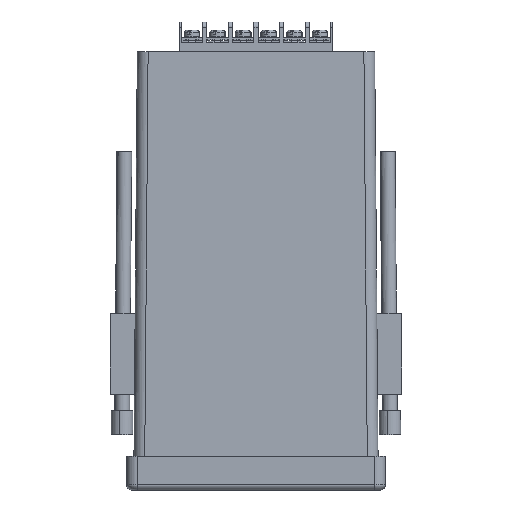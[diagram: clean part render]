
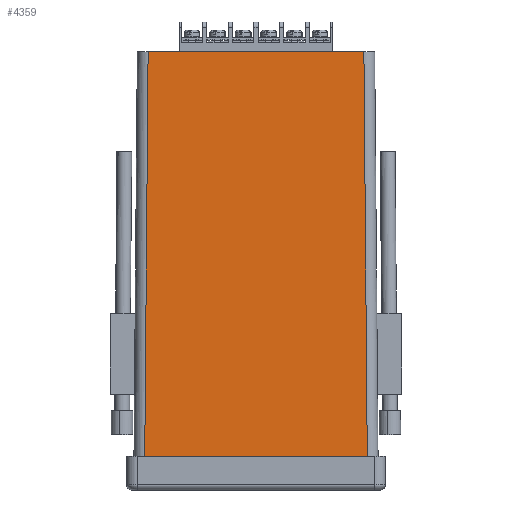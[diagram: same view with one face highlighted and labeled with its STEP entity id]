
A CAD part, front view. The second image highlights one B-rep face of the part: STEP entity #4359.
In plain terms, the highlighted planar face has unit normal (0, -1, 0.008).
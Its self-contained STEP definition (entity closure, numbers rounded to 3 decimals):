
#149 = VERTEX_POINT ( 'NONE', #4688 ) ;
#1211 = CARTESIAN_POINT ( 'NONE',  ( 41.249, -45.249, -150. ) ) ;
#1266 = ORIENTED_EDGE ( 'NONE', *, *, #2669, .F. ) ;
#1337 = AXIS2_PLACEMENT_3D ( 'NONE', #6043, #9024, #13912 ) ;
#1612 = CARTESIAN_POINT ( 'NONE',  ( -44., -44., 0. ) ) ;
#1657 = VECTOR ( 'NONE', #7925, 1000. ) ;
#2653 = VERTEX_POINT ( 'NONE', #11262 ) ;
#2669 = EDGE_CURVE ( 'NONE', #149, #3193, #6151, .T. ) ;
#2990 = CARTESIAN_POINT ( 'NONE',  ( -40., -44., -0.033 ) ) ;
#3193 = VERTEX_POINT ( 'NONE', #4559 ) ;
#4001 = VECTOR ( 'NONE', #4555, 1000. ) ;
#4359 = ADVANCED_FACE ( 'NONE', ( #18931 ), #7542, .T. ) ;
#4494 = CARTESIAN_POINT ( 'NONE',  ( 39.994, -43.994, 0.699 ) ) ;
#4555 = DIRECTION ( 'NONE',  ( -0.008, 0.008, 1. ) ) ;
#4559 = CARTESIAN_POINT ( 'NONE',  ( 40., -44., 0. ) ) ;
#4625 = VECTOR ( 'NONE', #20050, 1000. ) ;
#4688 = CARTESIAN_POINT ( 'NONE',  ( -40., -44., 0. ) ) ;
#5723 = LINE ( 'NONE', #4494, #4001 ) ;
#6043 = CARTESIAN_POINT ( 'NONE',  ( -44., -44., 0. ) ) ;
#6151 = LINE ( 'NONE', #1612, #17020 ) ;
#7542 = PLANE ( 'NONE',  #1337 ) ;
#7925 = DIRECTION ( 'NONE',  ( -0.008, -0.008, -1. ) ) ;
#9024 = DIRECTION ( 'NONE',  ( 0., -1., 0.008 ) ) ;
#9320 = ORIENTED_EDGE ( 'NONE', *, *, #10047, .T. ) ;
#9345 = CARTESIAN_POINT ( 'NONE',  ( -44., -45.249, -150. ) ) ;
#9563 = LINE ( 'NONE', #2990, #1657 ) ;
#9700 = DIRECTION ( 'NONE',  ( 1., 0., 0. ) ) ;
#10047 = EDGE_CURVE ( 'NONE', #14118, #3193, #5723, .T. ) ;
#10148 = ORIENTED_EDGE ( 'NONE', *, *, #19176, .T. ) ;
#11262 = CARTESIAN_POINT ( 'NONE',  ( -41.249, -45.249, -150. ) ) ;
#12256 = EDGE_CURVE ( 'NONE', #2653, #14118, #17401, .T. ) ;
#13912 = DIRECTION ( 'NONE',  ( 0., -0.008, -1. ) ) ;
#14118 = VERTEX_POINT ( 'NONE', #1211 ) ;
#17020 = VECTOR ( 'NONE', #9700, 1000. ) ;
#17401 = LINE ( 'NONE', #9345, #4625 ) ;
#17609 = EDGE_LOOP ( 'NONE', ( #17753, #9320, #1266, #10148 ) ) ;
#17753 = ORIENTED_EDGE ( 'NONE', *, *, #12256, .T. ) ;
#18931 = FACE_OUTER_BOUND ( 'NONE', #17609, .T. ) ;
#19176 = EDGE_CURVE ( 'NONE', #149, #2653, #9563, .T. ) ;
#20050 = DIRECTION ( 'NONE',  ( 1., 0., 0. ) ) ;
